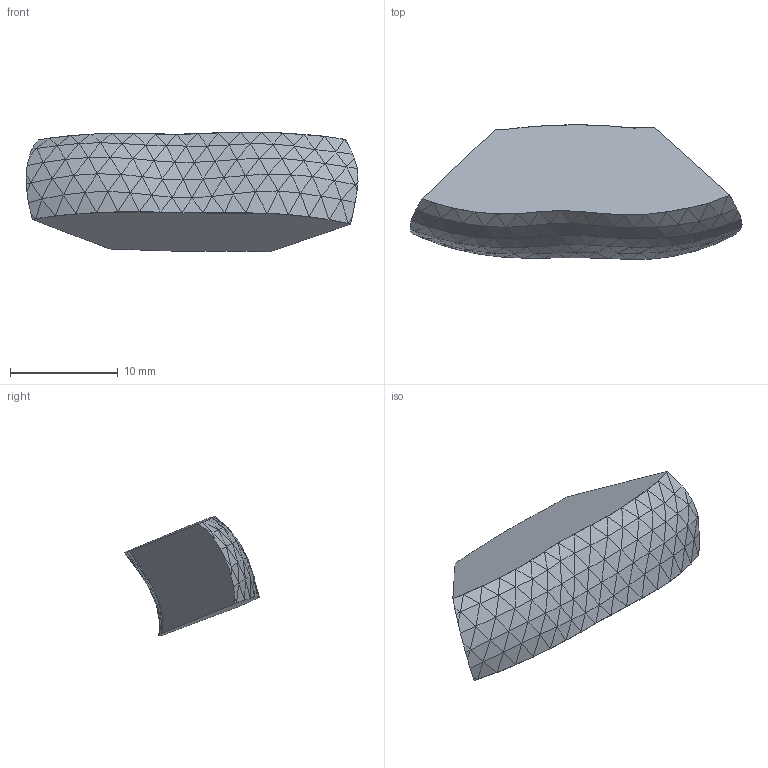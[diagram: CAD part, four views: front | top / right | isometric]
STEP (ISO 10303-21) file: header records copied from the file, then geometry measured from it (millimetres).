
FILE_DESCRIPTION(/* description */ (''),/* implementation_level */ '2;1');
FILE_NAME(/* name */ 'IVD4_Z2.step',/* time_stamp */ '2024-06-23T10:18:15-04:00',/* author */ (''),/* organization */ (''),/* preprocessor_version */ 'ST-DEVELOPER v20',/* originating_system */ 'Autodesk Translation Framework v13.14.0.145',/* authorisation */ '');
FILE_SCHEMA (('AUTOMOTIVE_DESIGN { 1 0 10303 214 3 1 1 }'));
Length unit declared in the file: millimetre
Products named in the file (1): IVD4_Z2
Bounding box: 30.75 x 12.47 x 11.11 mm (x, y, z)
Volume: 1772.7 mm3; surface area: 978.2 mm2
Topology: 1 solids, 1 shells, 349 faces, 672 edges, 325 vertices
Faces by surface type: plane 349
Entity records: 8187 total; most frequent: DIRECTION 1372, CARTESIAN_POINT 1347, ORIENTED_EDGE 1344, LINE 672, VECTOR 672, EDGE_CURVE 672, AXIS2_PLACEMENT_3D 350, FACE_OUTER_BOUND 349
